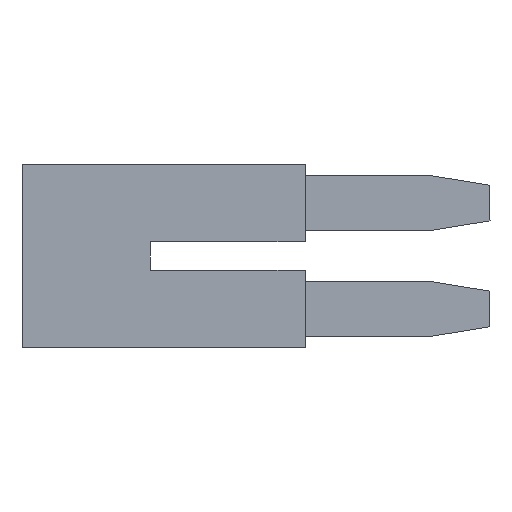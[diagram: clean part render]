
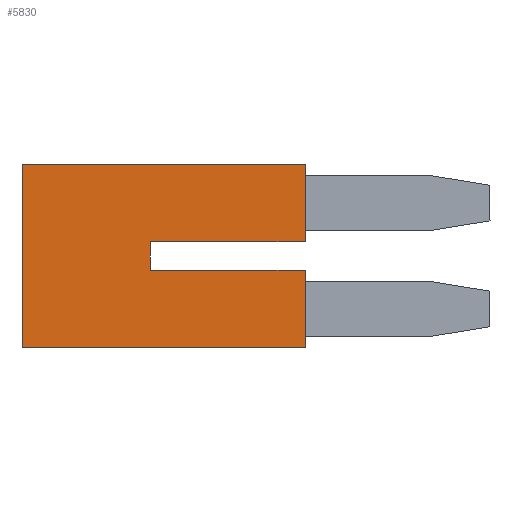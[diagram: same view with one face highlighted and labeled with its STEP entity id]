
A CAD part, left-side view. The second image highlights one B-rep face of the part: STEP entity #5830.
In plain terms, the highlighted planar face has unit normal (-1, 0, 0).
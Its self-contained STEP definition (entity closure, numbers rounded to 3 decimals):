
#100=CARTESIAN_POINT('',(2.607,-9.175,
58.36));
#110=VERTEX_POINT('',#100);
#160=CARTESIAN_POINT('',(2.607,-9.175,47.075));
#170=DIRECTION('',(0.,0.,-1.));
#180=VECTOR('',#170,1.);
#190=LINE('',#160,#180);
#200=CARTESIAN_POINT('',(2.607,-9.175,
49.36));
#210=VERTEX_POINT('',#200);
#220=EDGE_CURVE('',#110,#210,#190,.T.);
#530=CARTESIAN_POINT('',(2.607,-12.305,54.56));
#540=DIRECTION('',(0.,-1.,0.));
#550=VECTOR('',#540,1.);
#560=LINE('',#530,#550);
#570=CARTESIAN_POINT('',(2.607,-15.475,
54.56));
#580=VERTEX_POINT('',#570);
#590=CARTESIAN_POINT('',(2.607,-23.075,
54.56));
#600=VERTEX_POINT('',#590);
#610=EDGE_CURVE('',#580,#600,#560,.T.);
#1510=CARTESIAN_POINT('',(2.607,-23.075,
53.16));
#1520=VERTEX_POINT('',#1510);
#1570=CARTESIAN_POINT('',(2.607,-12.305,53.16))
;
#1580=DIRECTION('',(0.,-1.,0.));
#1590=VECTOR('',#1580,1.);
#1600=LINE('',#1570,#1590);
#1610=CARTESIAN_POINT('',(2.607,-15.475,
53.16));
#1620=VERTEX_POINT('',#1610);
#1630=EDGE_CURVE('',#1620,#1520,#1600,.T.);
#3610=CARTESIAN_POINT('',(2.607,-23.075,47.075))
;
#3620=DIRECTION('',(0.,0.,1.));
#3630=VECTOR('',#3620,1.);
#3640=LINE('',#3610,#3630);
#3650=CARTESIAN_POINT('',(2.607,-23.075,
58.36));
#3660=VERTEX_POINT('',#3650);
#3670=EDGE_CURVE('',#600,#3660,#3640,.T.);
#4460=CARTESIAN_POINT('',(2.607,-12.305,49.36))
;
#4470=DIRECTION('',(0.,-1.,0.));
#4480=VECTOR('',#4470,1.);
#4490=LINE('',#4460,#4480);
#4500=CARTESIAN_POINT('',(2.607,-23.075,
49.36));
#4510=VERTEX_POINT('',#4500);
#4520=EDGE_CURVE('',#210,#4510,#4490,.T.);
#5350=CARTESIAN_POINT('',(2.607,-23.075,47.075))
;
#5360=DIRECTION('',(0.,0.,1.));
#5370=VECTOR('',#5360,1.);
#5380=LINE('',#5350,#5370);
#5390=EDGE_CURVE('',#4510,#1520,#5380,.T.);
#5580=CARTESIAN_POINT('',(2.607,-13.452,53.935));
#5590=DIRECTION('',(-1.,0.,0.));
#5600=DIRECTION('',(0.,-1.,0.));
#5610=AXIS2_PLACEMENT_3D('',#5580,#5590,#5600);
#5620=PLANE('',#5610);
#5630=ORIENTED_EDGE('',*,*,#5390,.T.);
#5640=ORIENTED_EDGE('',*,*,#4520,.T.);
#5650=ORIENTED_EDGE('',*,*,#220,.T.);
#5660=CARTESIAN_POINT('',(2.607,-12.305,58.36))
;
#5670=DIRECTION('',(0.,-1.,0.));
#5680=VECTOR('',#5670,1.);
#5690=LINE('',#5660,#5680);
#5700=EDGE_CURVE('',#110,#3660,#5690,.T.);
#5710=ORIENTED_EDGE('',*,*,#5700,.F.);
#5720=ORIENTED_EDGE('',*,*,#3670,.T.);
#5730=ORIENTED_EDGE('',*,*,#610,.T.);
#5740=CARTESIAN_POINT('',(2.607,-15.475,47.075))
;
#5750=DIRECTION('',(0.,0.,1.));
#5760=VECTOR('',#5750,1.);
#5770=LINE('',#5740,#5760);
#5780=EDGE_CURVE('',#1620,#580,#5770,.T.);
#5790=ORIENTED_EDGE('',*,*,#5780,.T.);
#5800=ORIENTED_EDGE('',*,*,#1630,.F.);
#5810=EDGE_LOOP('',(#5800,#5790,#5730,#5720,#5710,#5650,#5640,#5630));
#5820=FACE_OUTER_BOUND('',#5810,.T.);
#5830=ADVANCED_FACE('',(#5820),#5620,.T.);
